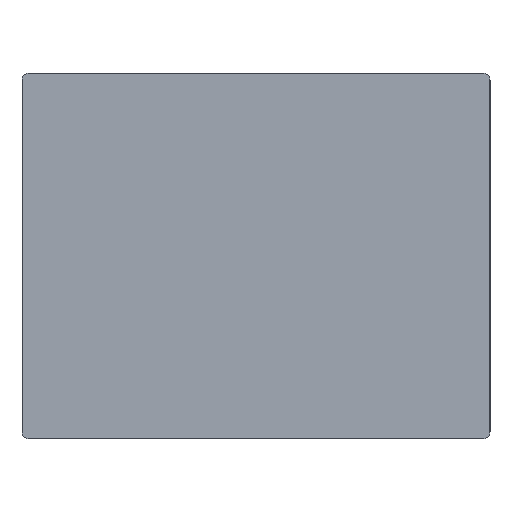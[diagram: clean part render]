
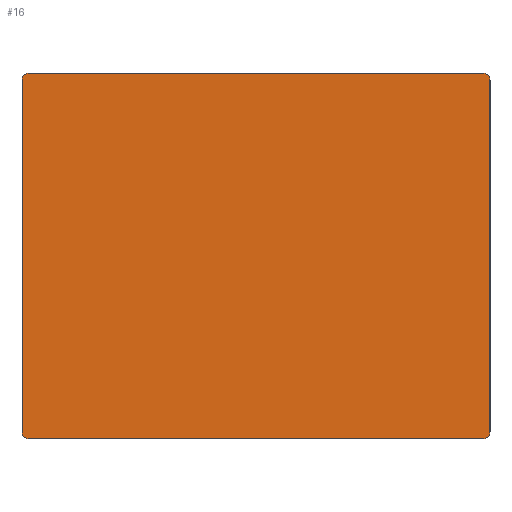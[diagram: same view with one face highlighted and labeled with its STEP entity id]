
A CAD part, left-side view. The second image highlights one B-rep face of the part: STEP entity #16.
In plain terms, the highlighted planar face has unit normal (-1, 0, 0).
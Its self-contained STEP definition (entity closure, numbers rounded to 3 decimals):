
#12=DIRECTION('',(0.,0.,1.));
#13=DIRECTION('',(1.,0.,-0.));
#16=ADVANCED_FACE('',(#17),#74,.F.);
#17=FACE_BOUND('',#18,.F.);
#18=EDGE_LOOP('',(#19,#28,#35,#42,#50,#56,#63,#69));
#19=ORIENTED_EDGE('',*,*,#20,.F.);
#20=EDGE_CURVE('',#21,#23,#25,.T.);
#21=VERTEX_POINT('',#22);
#22=CARTESIAN_POINT('',(-2.25,-1.6,0.05));
#23=VERTEX_POINT('',#24);
#24=CARTESIAN_POINT('',(-2.25,-1.6,2.45));
#25=LINE('',#26,#27);
#26=CARTESIAN_POINT('',(-2.25,-1.6,0.));
#27=VECTOR('',#12,1.);
#28=ORIENTED_EDGE('',*,*,#29,.T.);
#29=EDGE_CURVE('',#21,#30,#32,.T.);
#30=VERTEX_POINT('',#31);
#31=CARTESIAN_POINT('',(-2.25,-1.55,0.));
#32=CIRCLE('',#33,0.05);
#33=AXIS2_PLACEMENT_3D('',#34,#13,#12);
#34=CARTESIAN_POINT('',(-2.25,-1.55,0.05));
#35=ORIENTED_EDGE('',*,*,#36,.T.);
#36=EDGE_CURVE('',#30,#37,#39,.T.);
#37=VERTEX_POINT('',#38);
#38=CARTESIAN_POINT('',(-2.25,1.55,0.));
#39=LINE('',#26,#40);
#40=VECTOR('',#41,1.);
#41=DIRECTION('',(0.,1.,0.));
#42=ORIENTED_EDGE('',*,*,#43,.F.);
#43=EDGE_CURVE('',#44,#37,#46,.T.);
#44=VERTEX_POINT('',#45);
#45=CARTESIAN_POINT('',(-2.25,1.6,0.05));
#46=CIRCLE('',#47,0.05);
#47=AXIS2_PLACEMENT_3D('',#48,#49,#12);
#48=CARTESIAN_POINT('',(-2.25,1.55,0.05));
#49=DIRECTION('',(-1.,0.,0.));
#50=ORIENTED_EDGE('',*,*,#51,.T.);
#51=EDGE_CURVE('',#44,#52,#54,.T.);
#52=VERTEX_POINT('',#53);
#53=CARTESIAN_POINT('',(-2.25,1.6,2.45));
#54=LINE('',#55,#27);
#55=CARTESIAN_POINT('',(-2.25,1.6,0.));
#56=ORIENTED_EDGE('',*,*,#57,.T.);
#57=EDGE_CURVE('',#52,#58,#60,.T.);
#58=VERTEX_POINT('',#59);
#59=CARTESIAN_POINT('',(-2.25,1.55,2.5));
#60=CIRCLE('',#61,0.05);
#61=AXIS2_PLACEMENT_3D('',#62,#13,#12);
#62=CARTESIAN_POINT('',(-2.25,1.55,2.45));
#63=ORIENTED_EDGE('',*,*,#64,.F.);
#64=EDGE_CURVE('',#65,#58,#67,.T.);
#65=VERTEX_POINT('',#66);
#66=CARTESIAN_POINT('',(-2.25,-1.55,2.5));
#67=LINE('',#68,#40);
#68=CARTESIAN_POINT('',(-2.25,-1.6,2.5));
#69=ORIENTED_EDGE('',*,*,#70,.F.);
#70=EDGE_CURVE('',#23,#65,#71,.T.);
#71=CIRCLE('',#72,0.05);
#72=AXIS2_PLACEMENT_3D('',#73,#49,#12);
#73=CARTESIAN_POINT('',(-2.25,-1.55,2.45));
#74=PLANE('',#75);
#75=AXIS2_PLACEMENT_3D('',#26,#76,#12);
#76=DIRECTION('',(1.,0.,0.));
